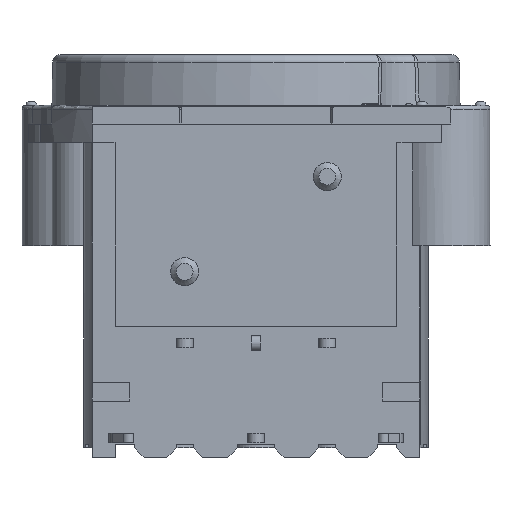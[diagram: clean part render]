
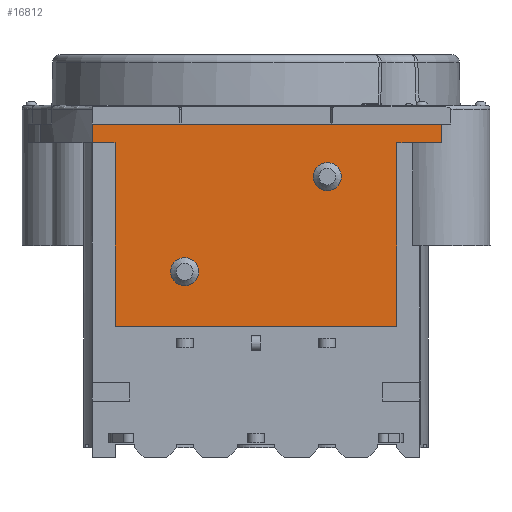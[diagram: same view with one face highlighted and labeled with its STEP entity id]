
A CAD part, front view. The second image highlights one B-rep face of the part: STEP entity #16812.
In plain terms, the highlighted planar face has unit normal (0, -1, 0).
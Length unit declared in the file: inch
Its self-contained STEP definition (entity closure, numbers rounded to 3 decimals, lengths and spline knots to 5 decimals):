
#192=FACE_BOUND('',#1993,.T.);
#193=FACE_BOUND('',#1994,.T.);
#1096=FACE_OUTER_BOUND('',#1992,.T.);
#1992=EDGE_LOOP('',(#13519,#13520,#13521,#13522,#13523,#13524,#13525,#13526));
#1993=EDGE_LOOP('',(#13527));
#1994=EDGE_LOOP('',(#13528));
#2563=CIRCLE('',#18094,0.02953);
#2564=CIRCLE('',#18095,0.02953);
#3902=LINE('',#25375,#5662);
#3925=LINE('',#25458,#5685);
#3938=LINE('',#25484,#5698);
#4020=LINE('',#25662,#5780);
#4022=LINE('',#25667,#5782);
#4267=LINE('',#28110,#6027);
#4271=LINE('',#28118,#6031);
#4275=LINE('',#28124,#6035);
#5662=VECTOR('',#20467,0.3937);
#5685=VECTOR('',#20536,0.3937);
#5698=VECTOR('',#20563,0.3937);
#5780=VECTOR('',#20719,0.73425);
#5782=VECTOR('',#20725,0.73425);
#6027=VECTOR('',#22138,0.73425);
#6031=VECTOR('',#22146,0.03937);
#6035=VECTOR('',#22152,0.03937);
#7065=VERTEX_POINT('',#25371);
#7066=VERTEX_POINT('',#25373);
#7103=VERTEX_POINT('',#25456);
#7109=VERTEX_POINT('',#25482);
#7168=VERTEX_POINT('',#25661);
#7169=VERTEX_POINT('',#25665);
#7543=VERTEX_POINT('',#28107);
#7544=VERTEX_POINT('',#28109);
#7548=VERTEX_POINT('',#28125);
#7549=VERTEX_POINT('',#28127);
#8957=EDGE_CURVE('',#7066,#7065,#3902,.T.);
#8999=EDGE_CURVE('',#7103,#7066,#3925,.T.);
#9012=EDGE_CURVE('',#7103,#7109,#3938,.T.);
#9101=EDGE_CURVE('',#7168,#7065,#4020,.T.);
#9104=EDGE_CURVE('',#7109,#7169,#4022,.T.);
#9730=EDGE_CURVE('',#7544,#7543,#4267,.T.);
#9735=EDGE_CURVE('',#7543,#7168,#4271,.T.);
#9739=EDGE_CURVE('',#7544,#7169,#4275,.T.);
#9740=EDGE_CURVE('',#7548,#7548,#2563,.T.);
#9741=EDGE_CURVE('',#7549,#7549,#2564,.T.);
#13519=ORIENTED_EDGE('',*,*,#9104,.T.);
#13520=ORIENTED_EDGE('',*,*,#9739,.F.);
#13521=ORIENTED_EDGE('',*,*,#9730,.T.);
#13522=ORIENTED_EDGE('',*,*,#9735,.T.);
#13523=ORIENTED_EDGE('',*,*,#9101,.T.);
#13524=ORIENTED_EDGE('',*,*,#8957,.F.);
#13525=ORIENTED_EDGE('',*,*,#8999,.F.);
#13526=ORIENTED_EDGE('',*,*,#9012,.T.);
#13527=ORIENTED_EDGE('',*,*,#9740,.F.);
#13528=ORIENTED_EDGE('',*,*,#9741,.F.);
#15143=PLANE('',#18093);
#16812=ADVANCED_FACE('',(#1096,#192,#193),#15143,.F.);
#18093=AXIS2_PLACEMENT_3D('',#28123,#22150,#22151);
#18094=AXIS2_PLACEMENT_3D('',#28126,#22153,#22154);
#18095=AXIS2_PLACEMENT_3D('',#28128,#22155,#22156);
#20467=DIRECTION('',(0.,0.,1.));
#20536=DIRECTION('',(-1.,0.,0.));
#20563=DIRECTION('',(0.,0.,1.));
#20719=DIRECTION('',(1.,0.,0.));
#20725=DIRECTION('',(1.,0.,0.));
#22138=DIRECTION('',(-1.,0.,0.));
#22146=DIRECTION('',(0.,0.,-1.));
#22150=DIRECTION('center_axis',(0.,1.,0.));
#22151=DIRECTION('ref_axis',(0.,0.,1.));
#22152=DIRECTION('',(0.,0.,-1.));
#22153=DIRECTION('center_axis',(0.,-1.,0.));
#22154=DIRECTION('ref_axis',(0.,0.,1.));
#22155=DIRECTION('center_axis',(0.,-1.,0.));
#22156=DIRECTION('ref_axis',(0.,0.,1.));
#25371=CARTESIAN_POINT('',(-0.42039,-0.5189,-0.07874));
#25373=CARTESIAN_POINT('',(-0.42039,-0.5189,-0.46457));
#25375=CARTESIAN_POINT('',(-0.42039,-0.5189,-0.46457));
#25456=CARTESIAN_POINT('',(0.17252,-0.5189,-0.46457));
#25458=CARTESIAN_POINT('',(0.26583,-0.5189,-0.46457));
#25482=CARTESIAN_POINT('',(0.17252,-0.5189,-0.07874));
#25484=CARTESIAN_POINT('',(0.17252,-0.5189,-0.46457));
#25661=CARTESIAN_POINT('',(-0.46842,-0.5189,-0.07874));
#25662=CARTESIAN_POINT('',(-0.46842,-0.5189,-0.07874));
#25665=CARTESIAN_POINT('',(0.26583,-0.5189,-0.07874));
#25667=CARTESIAN_POINT('',(-0.46842,-0.5189,-0.07874));
#28107=CARTESIAN_POINT('',(-0.46842,-0.5189,-0.03937));
#28109=CARTESIAN_POINT('',(0.26583,-0.5189,-0.03937));
#28110=CARTESIAN_POINT('',(0.26583,-0.5189,-0.03937));
#28118=CARTESIAN_POINT('',(-0.46842,-0.5189,-0.03937));
#28123=CARTESIAN_POINT('Origin',(0.26583,-0.5189,-0.07874));
#28124=CARTESIAN_POINT('',(0.26583,-0.5189,-0.03937));
#28125=CARTESIAN_POINT('',(0.02607,-0.5189,-0.17953));
#28126=CARTESIAN_POINT('Origin',(0.02607,-0.5189,
-0.15));
#28127=CARTESIAN_POINT('',(-0.27393,-0.5189,-0.37953));
#28128=CARTESIAN_POINT('Origin',(-0.27393,-0.5189,
-0.35));
